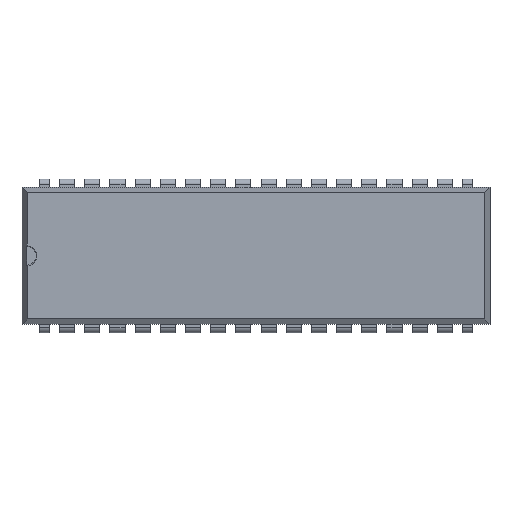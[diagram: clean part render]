
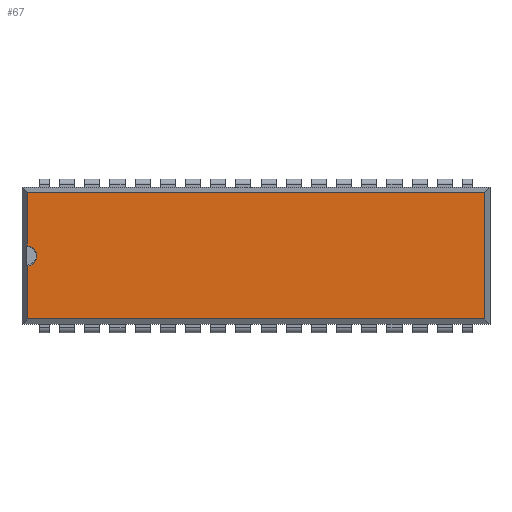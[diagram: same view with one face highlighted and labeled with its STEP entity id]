
A CAD part, top view. The second image highlights one B-rep face of the part: STEP entity #67.
In plain terms, the highlighted planar face has unit normal (0, 0, 1).
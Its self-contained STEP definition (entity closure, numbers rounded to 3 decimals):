
#67=ADVANCED_FACE('',(#5015),#5017,.T.);
#5015=FACE_BOUND('',#5016,.T.);
#5016=EDGE_LOOP('',(#8940,#8941,#8942,#8943,#8944,#8945));
#5017=PLANE('',#5018);
#5018=AXIS2_PLACEMENT_3D('',#5019,#5020,#5021);
#5019=CARTESIAN_POINT('',(1.27,0.71,5.));
#5020=DIRECTION('',(0.,-0.,1.));
#5021=DIRECTION('',(0.,1.,0.));
#8940=ORIENTED_EDGE('',*,*,#11996,.T.);
#8941=ORIENTED_EDGE('',*,*,#11994,.F.);
#8942=ORIENTED_EDGE('',*,*,#11997,.F.);
#8943=ORIENTED_EDGE('',*,*,#11998,.T.);
#8944=ORIENTED_EDGE('',*,*,#11999,.T.);
#8945=ORIENTED_EDGE('',*,*,#11990,.F.);
#11990=EDGE_CURVE('',#13521,#13523,#13524,.T.);
#11994=EDGE_CURVE('',#13529,#13531,#13532,.T.);
#11996=EDGE_CURVE('',#13521,#13531,#13534,.F.);
#11997=EDGE_CURVE('',#13535,#13529,#13536,.T.);
#11998=EDGE_CURVE('',#13535,#13537,#13538,.T.);
#11999=EDGE_CURVE('',#13537,#13523,#13539,.T.);
#13521=VERTEX_POINT('',#16071);
#13523=VERTEX_POINT('',#16077);
#13524=LINE('',#16078,#16079);
#13529=VERTEX_POINT('',#16089);
#13531=VERTEX_POINT('',#16093);
#13532=LINE('',#16094,#16095);
#13534=CIRCLE('',#16102,1.);
#13535=VERTEX_POINT('',#16106);
#13536=LINE('',#16107,#16108);
#13537=VERTEX_POINT('',#16110);
#13538=LINE('',#16111,#16112);
#13539=LINE('',#16114,#16115);
#16071=CARTESIAN_POINT('',(-1.46,8.619,5.));
#16077=CARTESIAN_POINT('',(-1.46,13.98,5.));
#16078=CARTESIAN_POINT('',(-1.46,8.619,5.));
#16079=VECTOR('',#16080,1.);
#16080=DIRECTION('',(0.,1.,0.));
#16089=CARTESIAN_POINT('',(-1.46,1.26,5.));
#16093=CARTESIAN_POINT('',(-1.46,6.621,5.));
#16094=CARTESIAN_POINT('',(-1.46,1.26,5.));
#16095=VECTOR('',#16096,1.);
#16096=DIRECTION('',(0.,1.,0.));
#16102=AXIS2_PLACEMENT_3D('',#16103,#16104,#16105);
#16103=CARTESIAN_POINT('',(-1.51,7.62,5.));
#16104=DIRECTION('',(0.,0.,1.));
#16105=DIRECTION('',(0.05,-0.999,0.));
#16106=CARTESIAN_POINT('',(44.64,1.26,5.));
#16107=CARTESIAN_POINT('',(44.64,1.26,5.));
#16108=VECTOR('',#16109,1.);
#16109=DIRECTION('',(-1.,0.,0.));
#16110=CARTESIAN_POINT('',(44.64,13.98,5.));
#16111=CARTESIAN_POINT('',(44.64,1.26,5.));
#16112=VECTOR('',#16113,1.);
#16113=DIRECTION('',(0.,1.,0.));
#16114=CARTESIAN_POINT('',(44.64,13.98,5.));
#16115=VECTOR('',#16116,1.);
#16116=DIRECTION('',(-1.,0.,0.));
